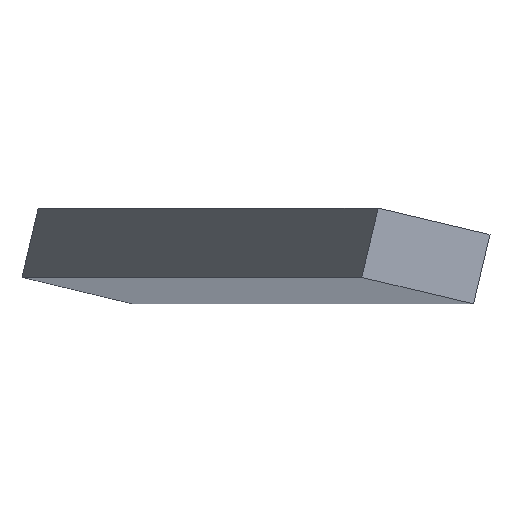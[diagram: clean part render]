
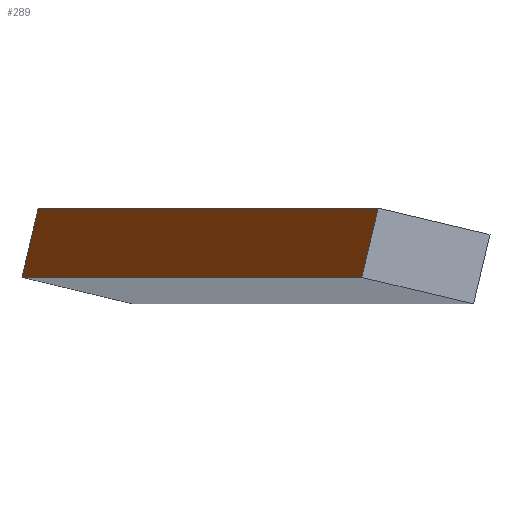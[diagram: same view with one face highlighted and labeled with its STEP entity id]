
A CAD part, front view. The second image highlights one B-rep face of the part: STEP entity #289.
In plain terms, the highlighted planar face has unit normal (-0.967, -0.113, 0.23).
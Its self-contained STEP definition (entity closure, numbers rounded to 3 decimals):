
#22 = VERTEX_POINT('',#23);
#23 = CARTESIAN_POINT('',(9063.69,1572.4,
    5736.705));
#32 = PLANE('',#33);
#33 = AXIS2_PLACEMENT_3D('',#34,#35,#36);
#34 = CARTESIAN_POINT('',(-5616.1,-651.988,
    9249.948));
#35 = DIRECTION('',(0.229,0.027,0.973));
#36 = DIRECTION('',(0.973,0.,-0.229));
#43 = PLANE('',#44);
#44 = AXIS2_PLACEMENT_3D('',#45,#46,#47);
#45 = CARTESIAN_POINT('',(4.407,-24.996,0.));
#46 = DIRECTION('',(0.174,-0.985,0.));
#47 = DIRECTION('',(0.,0.,-1.));
#54 = EDGE_CURVE('',#22,#55,#57,.T.);
#55 = VERTEX_POINT('',#56);
#56 = CARTESIAN_POINT('',(9183.022,551.453,
    5736.705));
#57 = SURFACE_CURVE('',#58,(#62,#68),.PCURVE_S1.);
#58 = LINE('',#59,#60);
#59 = CARTESIAN_POINT('',(9122.844,1066.307,
    5736.705));
#60 = VECTOR('',#61,1.);
#61 = DIRECTION('',(0.116,-0.993,0.));
#62 = PCURVE('',#32,#63);
#63 = DEFINITIONAL_REPRESENTATION('',(#64),#67);
#64 = B_SPLINE_CURVE_WITH_KNOTS('',1,(#65,#66),.UNSPECIFIED.,.F.,.F.,(2,
    2),(-637.626,649.174),.PIECEWISE_BEZIER_KNOTS.);
#65 = CARTESIAN_POINT('',(15079.748,2352.451));
#66 = CARTESIAN_POINT('',(15225.169,1073.895));
#67 = ( GEOMETRIC_REPRESENTATION_CONTEXT(2) 
PARAMETRIC_REPRESENTATION_CONTEXT() REPRESENTATION_CONTEXT('2D SPACE',''
  ) );
#68 = PCURVE('',#69,#74);
#69 = PLANE('',#70);
#70 = AXIS2_PLACEMENT_3D('',#71,#72,#73);
#71 = CARTESIAN_POINT('',(8988.432,1046.156,
    5162.949));
#72 = DIRECTION('',(-0.967,-0.113,0.23));
#73 = DIRECTION('',(-0.232,0.,-0.973));
#74 = DEFINITIONAL_REPRESENTATION('',(#75),#78);
#75 = B_SPLINE_CURVE_WITH_KNOTS('',1,(#76,#77),.UNSPECIFIED.,.F.,.F.,(2,
    2),(-637.626,649.174),.PIECEWISE_BEZIER_KNOTS.);
#76 = CARTESIAN_POINT('',(-572.122,-657.676));
#77 = CARTESIAN_POINT('',(-606.761,628.658));
#78 = ( GEOMETRIC_REPRESENTATION_CONTEXT(2) 
PARAMETRIC_REPRESENTATION_CONTEXT() REPRESENTATION_CONTEXT('2D SPACE',''
  ) );
#95 = PLANE('',#96);
#96 = AXIS2_PLACEMENT_3D('',#97,#98,#99);
#97 = CARTESIAN_POINT('',(-0.964,16.547,0.));
#98 = DIRECTION('',(0.058,-0.998,0.));
#99 = DIRECTION('',(0.,0.,-1.));
#155 = VERTEX_POINT('',#156);
#156 = CARTESIAN_POINT('',(9069.372,1573.402,
    5761.033));
#169 = PLANE('',#170);
#170 = AXIS2_PLACEMENT_3D('',#171,#172,#173);
#171 = CARTESIAN_POINT('',(-5610.379,-651.319,
    9274.275));
#172 = DIRECTION('',(0.229,0.027,0.973));
#173 = DIRECTION('',(0.973,0.,-0.229)
  );
#180 = EDGE_CURVE('',#155,#22,#181,.T.);
#181 = SURFACE_CURVE('',#182,(#186,#192),.PCURVE_S1.);
#182 = LINE('',#183,#184);
#183 = CARTESIAN_POINT('',(8120.453,1406.082,
    1698.169));
#184 = VECTOR('',#185,1.);
#185 = DIRECTION('',(-0.227,-0.04,-0.973
    ));
#186 = PCURVE('',#43,#187);
#187 = DEFINITIONAL_REPRESENTATION('',(#188),#191);
#188 = B_SPLINE_CURVE_WITH_KNOTS('',1,(#189,#190),.UNSPECIFIED.,.F.,.F.,
  (2,2),(-4362.16,-3965.362),
  .PIECEWISE_BEZIER_KNOTS.);
#189 = CARTESIAN_POINT('',(-5942.595,9247.866));
#190 = CARTESIAN_POINT('',(-5556.507,9156.301));
#191 = ( GEOMETRIC_REPRESENTATION_CONTEXT(2) 
PARAMETRIC_REPRESENTATION_CONTEXT() REPRESENTATION_CONTEXT('2D SPACE',''
  ) );
#192 = PCURVE('',#69,#193);
#193 = DEFINITIONAL_REPRESENTATION('',(#194),#197);
#194 = B_SPLINE_CURVE_WITH_KNOTS('',1,(#195,#196),.UNSPECIFIED.,.F.,.F.,
  (2,2),(-4362.16,-3965.362),
  .PIECEWISE_BEZIER_KNOTS.);
#195 = CARTESIAN_POINT('',(-786.998,-538.169));
#196 = CARTESIAN_POINT('',(-390.523,-522.166));
#197 = ( GEOMETRIC_REPRESENTATION_CONTEXT(2) 
PARAMETRIC_REPRESENTATION_CONTEXT() REPRESENTATION_CONTEXT('2D SPACE',''
  ) );
#248 = EDGE_CURVE('',#249,#55,#251,.T.);
#249 = VERTEX_POINT('',#250);
#250 = CARTESIAN_POINT('',(9188.782,551.788,
    5761.033));
#251 = SURFACE_CURVE('',#252,(#256,#262),.PCURVE_S1.);
#252 = LINE('',#253,#254);
#253 = CARTESIAN_POINT('',(8226.84,495.761,
    1698.111));
#254 = VECTOR('',#255,1.);
#255 = DIRECTION('',(-0.23,-0.013,-0.973
    ));
#256 = PCURVE('',#95,#257);
#257 = DEFINITIONAL_REPRESENTATION('',(#258),#261);
#258 = B_SPLINE_CURVE_WITH_KNOTS('',1,(#259,#260),.UNSPECIFIED.,.F.,.F.,
  (2,2),(-4362.219,-3965.421),
  .PIECEWISE_BEZIER_KNOTS.);
#259 = CARTESIAN_POINT('',(-5942.595,9248.379));
#260 = CARTESIAN_POINT('',(-5556.507,9156.814));
#261 = ( GEOMETRIC_REPRESENTATION_CONTEXT(2) 
PARAMETRIC_REPRESENTATION_CONTEXT() REPRESENTATION_CONTEXT('2D SPACE',''
  ) );
#262 = PCURVE('',#69,#263);
#263 = DEFINITIONAL_REPRESENTATION('',(#264),#267);
#264 = B_SPLINE_CURVE_WITH_KNOTS('',1,(#265,#266),.UNSPECIFIED.,.F.,.F.,
  (2,2),(-4362.219,-3965.421),
  .PIECEWISE_BEZIER_KNOTS.);
#265 = CARTESIAN_POINT('',(-814.821,495.033));
#266 = CARTESIAN_POINT('',(-418.06,500.392));
#267 = ( GEOMETRIC_REPRESENTATION_CONTEXT(2) 
PARAMETRIC_REPRESENTATION_CONTEXT() REPRESENTATION_CONTEXT('2D SPACE',''
  ) );
#289 = ADVANCED_FACE('',(#290),#69,.T.);
#290 = FACE_BOUND('',#291,.T.);
#291 = EDGE_LOOP('',(#292,#293,#294,#295));
#292 = ORIENTED_EDGE('',*,*,#180,.T.);
#293 = ORIENTED_EDGE('',*,*,#54,.T.);
#294 = ORIENTED_EDGE('',*,*,#248,.F.);
#295 = ORIENTED_EDGE('',*,*,#296,.F.);
#296 = EDGE_CURVE('',#155,#249,#297,.T.);
#297 = SURFACE_CURVE('',#298,(#302,#308),.PCURVE_S1.);
#298 = LINE('',#299,#300);
#299 = CARTESIAN_POINT('',(9128.565,1066.976,
    5761.033));
#300 = VECTOR('',#301,1.);
#301 = DIRECTION('',(0.116,-0.993,0.)
  );
#302 = PCURVE('',#69,#303);
#303 = DEFINITIONAL_REPRESENTATION('',(#304),#307);
#304 = B_SPLINE_CURVE_WITH_KNOTS('',1,(#305,#306),.UNSPECIFIED.,.F.,.F.,
  (2,2),(-636.953,649.847),.PIECEWISE_BEZIER_KNOTS.);
#305 = CARTESIAN_POINT('',(-597.131,-657.676));
#306 = CARTESIAN_POINT('',(-631.77,628.658));
#307 = ( GEOMETRIC_REPRESENTATION_CONTEXT(2) 
PARAMETRIC_REPRESENTATION_CONTEXT() REPRESENTATION_CONTEXT('2D SPACE',''
  ) );
#308 = PCURVE('',#169,#309);
#309 = DEFINITIONAL_REPRESENTATION('',(#310),#313);
#310 = B_SPLINE_CURVE_WITH_KNOTS('',1,(#311,#312),.UNSPECIFIED.,.F.,.F.,
  (2,2),(-636.953,649.847),.PIECEWISE_BEZIER_KNOTS.);
#311 = CARTESIAN_POINT('',(15079.824,2351.782));
#312 = CARTESIAN_POINT('',(15225.245,1073.226));
#313 = ( GEOMETRIC_REPRESENTATION_CONTEXT(2) 
PARAMETRIC_REPRESENTATION_CONTEXT() REPRESENTATION_CONTEXT('2D SPACE',''
  ) );
